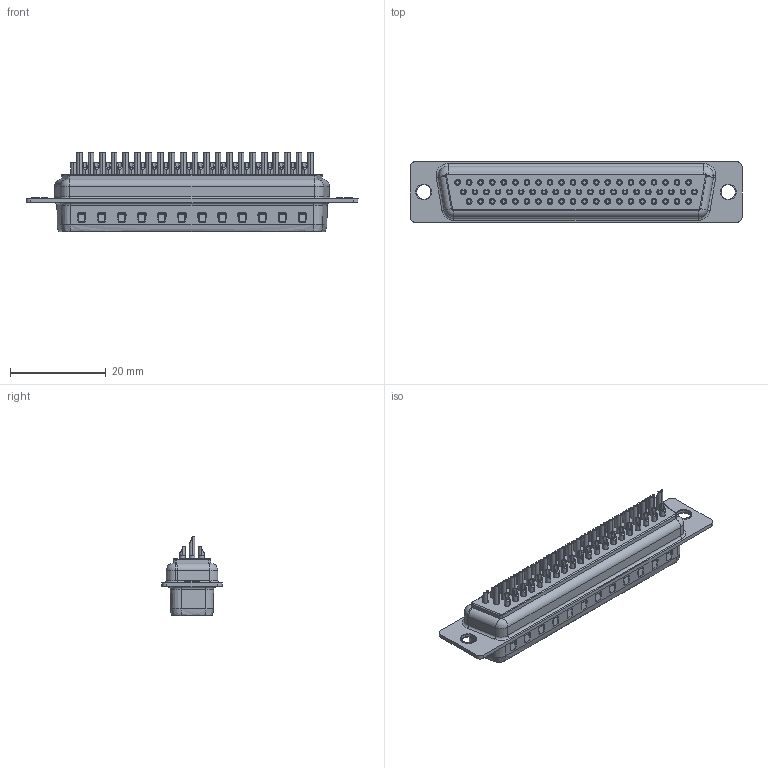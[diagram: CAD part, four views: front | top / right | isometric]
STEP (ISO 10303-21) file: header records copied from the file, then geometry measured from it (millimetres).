
FILE_DESCRIPTION (( 'STEP AP214' ), '1' );
FILE_NAME ('FDM6211-M0WS101W1K-REF.STEP', '2025-06-24T07:13:55', ( '' ), ( '' ), 'SwSTEP 2.0', 'SolidWorks 2021', '' );
FILE_SCHEMA (( 'AUTOMOTIVE_DESIGN' ));
Length unit declared in the file: millimetre
Products named in the file (1): FDM6211-M0WS101W1K-REF
Bounding box: 69.25 x 12.55 x 16.5 mm (x, y, z)
Volume: 4005.9 mm3; surface area: 5696.1 mm2
Topology: 1 solids, 1 shells, 1552 faces, 3752 edges, 2207 vertices
Faces by surface type: cylinder 837, plane 347, sphere 181, bspline 152, torus 25, cone 10
Entity records: 49359 total; most frequent: CARTESIAN_POINT 16195, DIRECTION 7069, ORIENTED_EDGE 6858, EDGE_CURVE 3429, AXIS2_PLACEMENT_3D 2834, VERTEX_POINT 2056, EDGE_LOOP 1733, ADVANCED_FACE 1552
